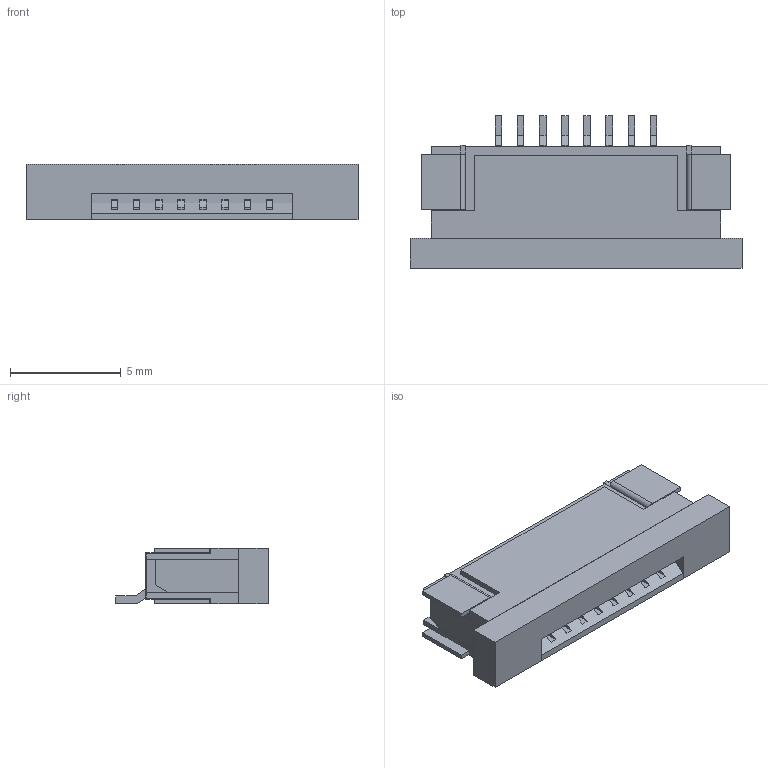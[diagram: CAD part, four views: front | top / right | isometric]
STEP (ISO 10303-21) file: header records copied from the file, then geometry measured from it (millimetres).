
FILE_DESCRIPTION(('STEP AP214'), '1');
FILE_NAME('FFC3B05-08-T', '2016-08-22T21:07:04', ('Nobody'), (''), 'ASCON STEP Converter 1.3', 'ASCON Math Kernel', '');
FILE_SCHEMA(('AUTOMOTIVE_DESIGN { 1 0 10303 214 3 1 1}'));
Length unit declared in the file: millimetre
Bounding box: 15 x 6.9 x 2.5 mm (x, y, z)
Volume: 166 mm3; surface area: 669.8 mm2
Topology: 12 solids, 12 shells, 313 faces, 889 edges, 612 vertices
Faces by surface type: plane 309, cylinder 4
Entity records: 12552 total; most frequent: CARTESIAN_POINT 1765, ORIENTED_EDGE 1698, DIRECTION 1525, LINE 881, VECTOR 881, EDGE_CURVE 849, VERTEX_POINT 562, COLOUR_RGB 335
